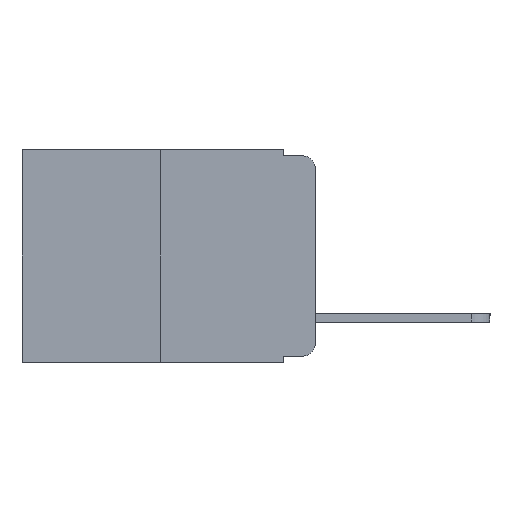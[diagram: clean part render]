
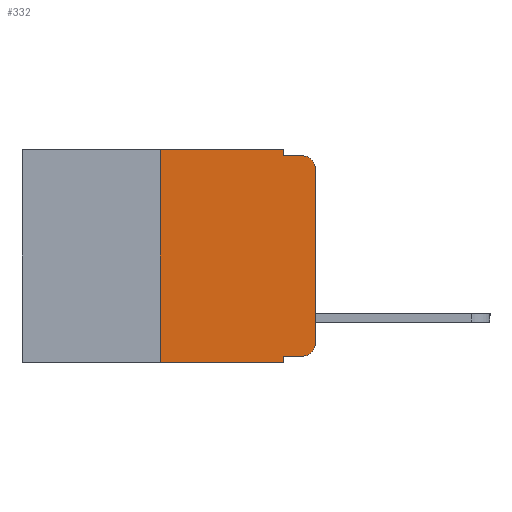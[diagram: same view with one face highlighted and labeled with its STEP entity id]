
A CAD part, left-side view. The second image highlights one B-rep face of the part: STEP entity #332.
In plain terms, the highlighted planar face has unit normal (-1, 0, 0).
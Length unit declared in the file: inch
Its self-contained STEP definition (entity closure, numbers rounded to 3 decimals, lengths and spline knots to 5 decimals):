
#75 = EDGE_CURVE ( 'NONE', #11449, #3386, #6873, .T. ) ;
#332 = ADVANCED_FACE ( 'NONE', ( #6220 ), #12719, .F. ) ;
#854 = LINE ( 'NONE', #12197, #13224 ) ;
#1211 = CARTESIAN_POINT ( 'NONE',  ( 0., 0.051, 0. ) ) ;
#1227 = DIRECTION ( 'NONE',  ( 0., 0., -1. ) ) ;
#1420 = DIRECTION ( 'NONE',  ( 0., -1., 0. ) ) ;
#1612 = CARTESIAN_POINT ( 'NONE',  ( 0., 0.051, 0. ) ) ;
#2106 = AXIS2_PLACEMENT_3D ( 'NONE', #17654, #9578, #1227 ) ;
#2557 = CARTESIAN_POINT ( 'NONE',  ( 0., 0.25, 0. ) ) ;
#2614 = VERTEX_POINT ( 'NONE', #5574 ) ;
#2838 = ORIENTED_EDGE ( 'NONE', *, *, #17350, .F. ) ;
#3060 = DIRECTION ( 'NONE',  ( -1., 0., 0. ) ) ;
#3086 = VERTEX_POINT ( 'NONE', #6704 ) ;
#3386 = VERTEX_POINT ( 'NONE', #2557 ) ;
#3466 = ORIENTED_EDGE ( 'NONE', *, *, #5323, .T. ) ;
#3521 = CARTESIAN_POINT ( 'NONE',  ( 0., 0.25, 0. ) ) ;
#4172 = CIRCLE ( 'NONE', #2106, 0.02 ) ;
#4187 = VECTOR ( 'NONE', #12696, 39.37008 ) ;
#5017 = LINE ( 'NONE', #14838, #8740 ) ;
#5049 = CARTESIAN_POINT ( 'NONE',  ( 0., 0.051, -0.01 ) ) ;
#5160 = ORIENTED_EDGE ( 'NONE', *, *, #6265, .F. ) ;
#5323 = EDGE_CURVE ( 'NONE', #11449, #2614, #12976, .T. ) ;
#5574 = CARTESIAN_POINT ( 'NONE',  ( 0., 0.051, -0.343 ) ) ;
#5582 = VECTOR ( 'NONE', #14519, 39.37008 ) ;
#5884 = EDGE_CURVE ( 'NONE', #7627, #7475, #8761, .T. ) ;
#6175 = CARTESIAN_POINT ( 'NONE',  ( 0., 0., -0.313 ) ) ;
#6220 = FACE_OUTER_BOUND ( 'NONE', #10596, .T. ) ;
#6265 = EDGE_CURVE ( 'NONE', #3386, #7627, #5017, .T. ) ;
#6344 = EDGE_CURVE ( 'NONE', #15152, #12339, #4172, .T. ) ;
#6540 = CARTESIAN_POINT ( 'NONE',  ( 0., 0., 0. ) ) ;
#6577 = LINE ( 'NONE', #6540, #9490 ) ;
#6704 = CARTESIAN_POINT ( 'NONE',  ( 0., 0.02, -0.01 ) ) ;
#6873 = LINE ( 'NONE', #3521, #13812 ) ;
#7475 = VERTEX_POINT ( 'NONE', #5049 ) ;
#7627 = VERTEX_POINT ( 'NONE', #16279 ) ;
#7977 = DIRECTION ( 'NONE',  ( 0., 0., 1. ) ) ;
#8015 = DIRECTION ( 'NONE',  ( 0., -1., 0. ) ) ;
#8120 = DIRECTION ( 'NONE',  ( 0., 0., -1. ) ) ;
#8235 = EDGE_CURVE ( 'NONE', #11040, #15152, #8884, .T. ) ;
#8285 = VERTEX_POINT ( 'NONE', #12553 ) ;
#8324 = CARTESIAN_POINT ( 'NONE',  ( 0., 0.051, -0.333 ) ) ;
#8740 = VECTOR ( 'NONE', #8015, 39.37008 ) ;
#8761 = LINE ( 'NONE', #1612, #4187 ) ;
#8884 = LINE ( 'NONE', #8324, #16073 ) ;
#9424 = CARTESIAN_POINT ( 'NONE',  ( 0., 0.051, -0.333 ) ) ;
#9435 = VECTOR ( 'NONE', #8120, 39.37008 ) ;
#9447 = DIRECTION ( 'NONE',  ( 0., -1., 0. ) ) ;
#9490 = VECTOR ( 'NONE', #7977, 39.37008 ) ;
#9578 = DIRECTION ( 'NONE',  ( -1., 0., 0. ) ) ;
#10596 = EDGE_LOOP ( 'NONE', ( #11077, #17381, #16507, #12557, #5160, #15265, #3466, #2838, #16967, #11730 ) ) ;
#10910 = AXIS2_PLACEMENT_3D ( 'NONE', #11383, #3060, #12732 ) ;
#11040 = VERTEX_POINT ( 'NONE', #9424 ) ;
#11077 = ORIENTED_EDGE ( 'NONE', *, *, #15983, .T. ) ;
#11383 = CARTESIAN_POINT ( 'NONE',  ( 0., 0.02, -0.03 ) ) ;
#11449 = VERTEX_POINT ( 'NONE', #15331 ) ;
#11628 = DIRECTION ( 'NONE',  ( 0., 0., 1. ) ) ;
#11730 = ORIENTED_EDGE ( 'NONE', *, *, #6344, .T. ) ;
#12197 = CARTESIAN_POINT ( 'NONE',  ( 0., 0.051, -0.01 ) ) ;
#12339 = VERTEX_POINT ( 'NONE', #6175 ) ;
#12553 = CARTESIAN_POINT ( 'NONE',  ( 0., 0., -0.03 ) ) ;
#12557 = ORIENTED_EDGE ( 'NONE', *, *, #5884, .F. ) ;
#12599 = CARTESIAN_POINT ( 'NONE',  ( 0., 0.473, 0. ) ) ;
#12689 = DIRECTION ( 'NONE',  ( 1., 0., 0. ) ) ;
#12696 = DIRECTION ( 'NONE',  ( 0., 0., -1. ) ) ;
#12701 = DIRECTION ( 'NONE',  ( 0., 0., -1. ) ) ;
#12719 = PLANE ( 'NONE',  #14332 ) ;
#12732 = DIRECTION ( 'NONE',  ( 0., 0., -1. ) ) ;
#12733 = EDGE_CURVE ( 'NONE', #8285, #3086, #14053, .T. ) ;
#12976 = LINE ( 'NONE', #16343, #5582 ) ;
#12995 = EDGE_CURVE ( 'NONE', #7475, #3086, #854, .T. ) ;
#13224 = VECTOR ( 'NONE', #9447, 39.37008 ) ;
#13812 = VECTOR ( 'NONE', #11628, 39.37008 ) ;
#14053 = CIRCLE ( 'NONE', #10910, 0.02 ) ;
#14332 = AXIS2_PLACEMENT_3D ( 'NONE', #12599, #12689, #12701 ) ;
#14519 = DIRECTION ( 'NONE',  ( 0., -1., 0. ) ) ;
#14610 = CARTESIAN_POINT ( 'NONE',  ( 0., 0.02, -0.333 ) ) ;
#14838 = CARTESIAN_POINT ( 'NONE',  ( 0., 0.473, 0. ) ) ;
#15152 = VERTEX_POINT ( 'NONE', #14610 ) ;
#15265 = ORIENTED_EDGE ( 'NONE', *, *, #75, .F. ) ;
#15331 = CARTESIAN_POINT ( 'NONE',  ( 0., 0.25, -0.343 ) ) ;
#15753 = LINE ( 'NONE', #1211, #9435 ) ;
#15983 = EDGE_CURVE ( 'NONE', #12339, #8285, #6577, .T. ) ;
#16073 = VECTOR ( 'NONE', #1420, 39.37008 ) ;
#16279 = CARTESIAN_POINT ( 'NONE',  ( 0., 0.051, 0. ) ) ;
#16343 = CARTESIAN_POINT ( 'NONE',  ( 0., 0.473, -0.343 ) ) ;
#16507 = ORIENTED_EDGE ( 'NONE', *, *, #12995, .F. ) ;
#16967 = ORIENTED_EDGE ( 'NONE', *, *, #8235, .T. ) ;
#17350 = EDGE_CURVE ( 'NONE', #11040, #2614, #15753, .T. ) ;
#17381 = ORIENTED_EDGE ( 'NONE', *, *, #12733, .T. ) ;
#17654 = CARTESIAN_POINT ( 'NONE',  ( 0., 0.02, -0.313 ) ) ;
